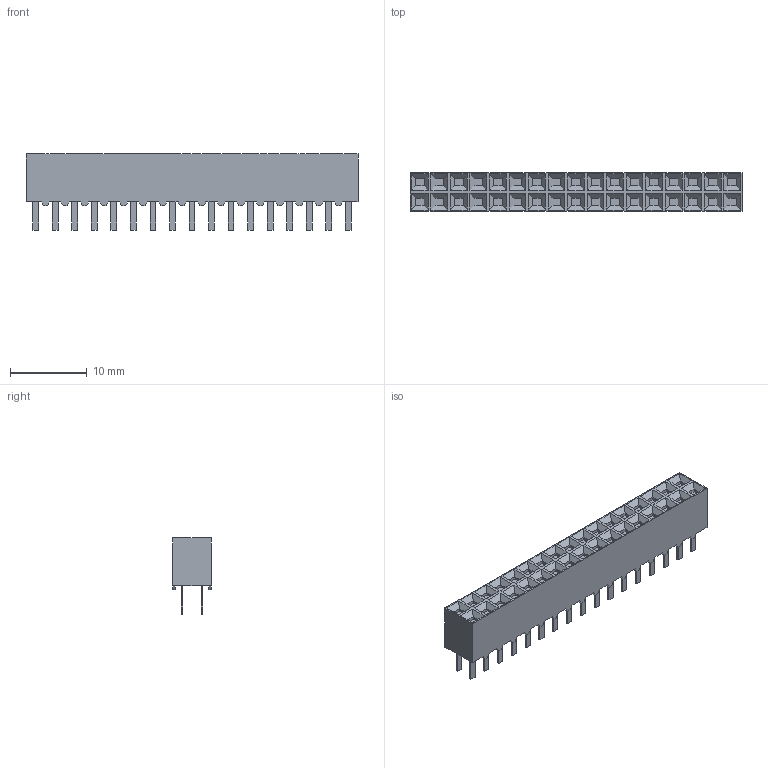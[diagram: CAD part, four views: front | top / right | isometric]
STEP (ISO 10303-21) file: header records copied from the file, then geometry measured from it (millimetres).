
FILE_DESCRIPTION((''),'2;1');
FILE_NAME('C-6-534998-7','2011-07-19T',('workeradm'),(''),'PRO/ENGINEER BY PARAMETRIC TECHNOLOGY CORPORATION, 2010430','PRO/ENGINEER BY PARAMETRIC TECHNOLOGY CORPORATION, 2010430','');
FILE_SCHEMA(('AUTOMOTIVE_DESIGN { 1 0 10303 214 1 1 1 1 }'));
Length unit declared in the file: millimetre
Products named in the file (1): C-6-534998-7
Bounding box: 43.18 x 5.03 x 9.91 mm (x, y, z)
Volume: 1301.1 mm3; surface area: 1426.3 mm2
Topology: 1 solids, 1 shells, 610 faces, 1484 edges, 944 vertices
Faces by surface type: plane 610
Entity records: 17501 total; most frequent: CARTESIAN_POINT 3040, ORIENTED_EDGE 2968, DIRECTION 2704, VECTOR 1484, LINE 1484, EDGE_CURVE 1484, VERTEX_POINT 944, EDGE_LOOP 678
